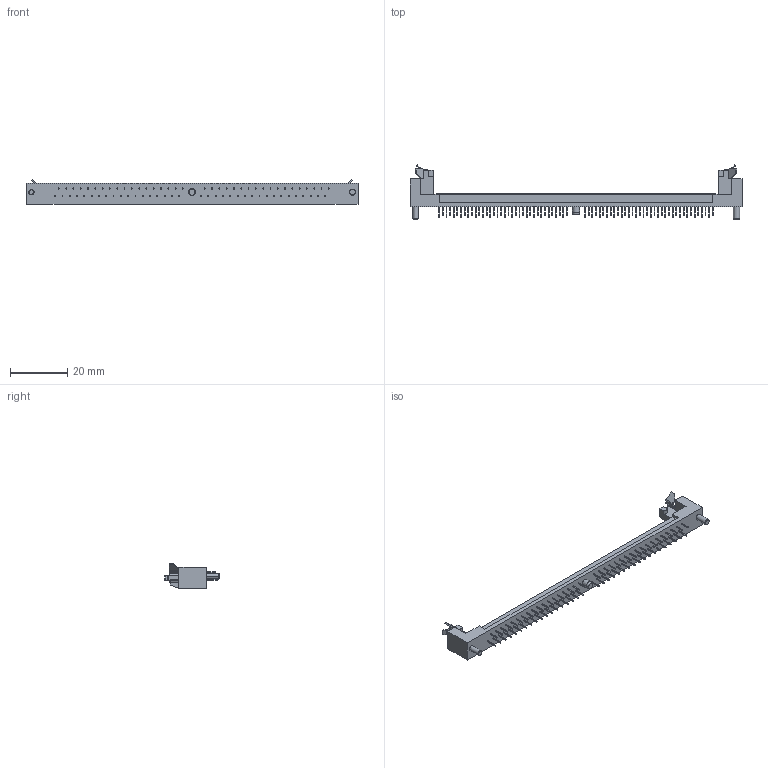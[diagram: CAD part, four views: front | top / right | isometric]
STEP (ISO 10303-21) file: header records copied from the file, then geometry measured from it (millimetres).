
FILE_DESCRIPTION((''),'2;1');
FILE_NAME('C-5822030-03-3','2007-09-01T',('workeradm'),('Tyco Electronics Corporation'),'PRO/ENGINEER BY PARAMETRIC TECHNOLOGY CORPORATION, 2005450','PRO/ENGINEER BY PARAMETRIC TECHNOLOGY CORPORATION, 2005450','');
FILE_SCHEMA(('CONFIG_CONTROL_DESIGN', 'GEOMETRIC_VALIDATION_PROPERTIES_MIM'));
Length unit declared in the file: millimetre
Products named in the file (1): C-5822030-03-3
Bounding box: 115.57 x 19.05 x 8.51 mm (x, y, z)
Volume: 3462 mm3; surface area: 4295.6 mm2
Topology: 1 solids, 1 shells, 1641 faces, 4244 edges, 2824 vertices
Faces by surface type: plane 1387, cylinder 248, cone 6
Entity records: 49565 total; most frequent: CARTESIAN_POINT 8716, ORIENTED_EDGE 8488, DIRECTION 8028, EDGE_CURVE 4244, VECTOR 3738, LINE 3738, VERTEX_POINT 2824, AXIS2_PLACEMENT_3D 2145
